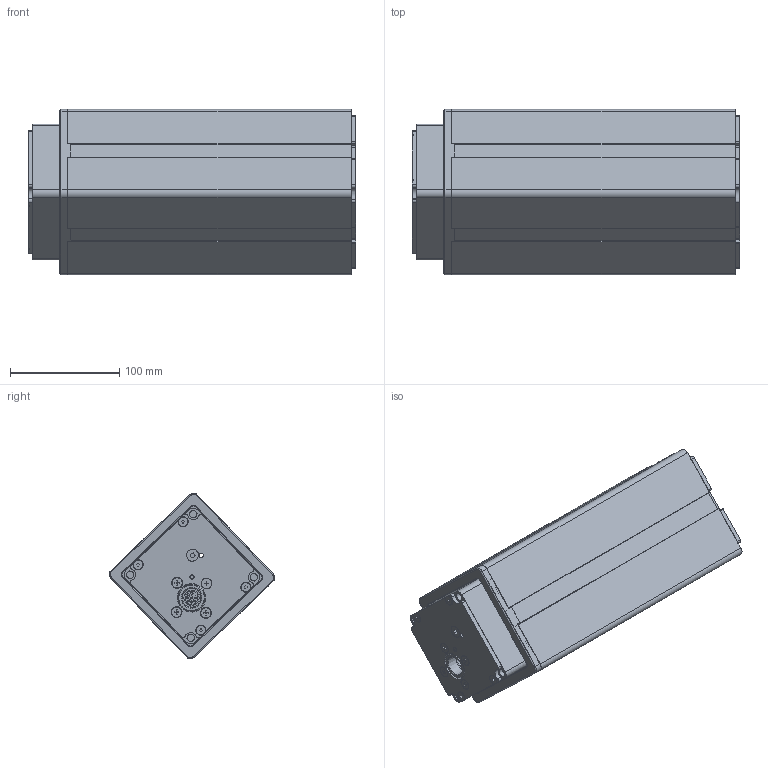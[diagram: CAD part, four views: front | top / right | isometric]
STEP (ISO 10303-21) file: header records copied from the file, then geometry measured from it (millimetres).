
FILE_DESCRIPTION (( 'STEP AP203' ), '1' );
FILE_NAME ('3D_TL24.STEP', '2018-12-07T02:25:03', ( '' ), ( '' ), 'SwSTEP 2.0', 'SolidWorks 2015', '' );
FILE_SCHEMA (( 'CONFIG_CONTROL_DESIGN' ));
Length unit declared in the file: millimetre
Products named in the file (31): 33903-212-12; CBA三維零件圖-32906-307-底蓋-0; ACBA三維零件圖-32905-XX-護蓋-1; 33903-201; 三維零件圖-40510-110-插座-A; 三維零件圖-32209-6401-內層管-A; 三維零件圖-33903-322-12-沉頭十字螺絲; 3D_TL24; 三維零件圖-32209-6501-外層管-A; 50103-L2401-外管組（上端出線）  - ; 三維零件圖-32906-306-上蓋-A
Assembly tree (21 placements, depth 3):
  33903-212-12
  CBA三維零件圖-32906-307-底蓋-0
  33903-212-12
  ACBA三維零件圖-32905-XX-護蓋-1
  33903-212-12
Bounding box: 300 x 151.37 x 151.37 mm (x, y, z)
Volume: 1108799.5 mm3; surface area: 575457.3 mm2
Topology: 21 solids, 21 shells, 1899 faces, 5015 edges, 3198 vertices
Faces by surface type: cylinder 884, plane 695, cone 244, torus 68, bspline 8
Entity records: 52182 total; most frequent: CARTESIAN_POINT 8905, DIRECTION 8863, ORIENTED_EDGE 8402, EDGE_CURVE 4201, AXIS2_PLACEMENT_3D 3200, VERTEX_POINT 2720, VECTOR 2463, LINE 2463
